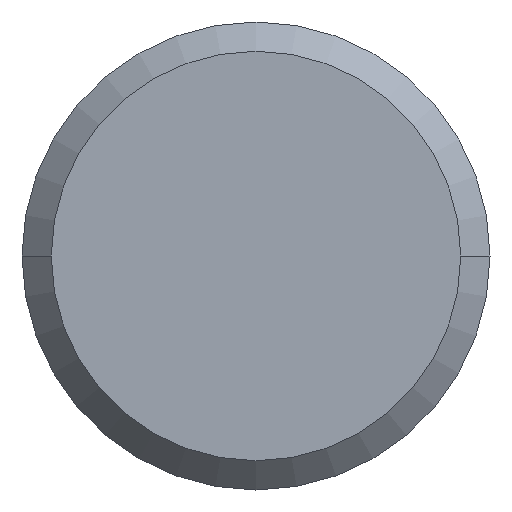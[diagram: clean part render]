
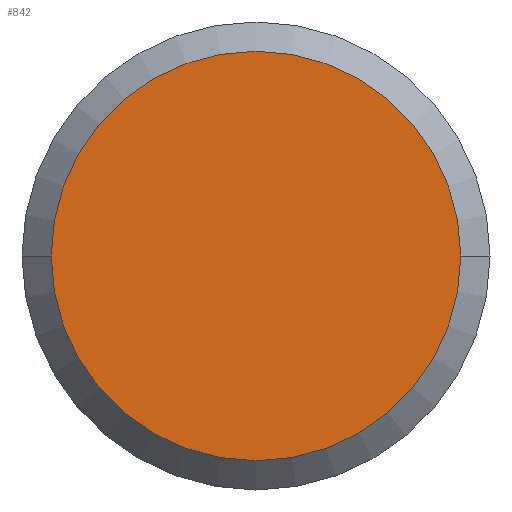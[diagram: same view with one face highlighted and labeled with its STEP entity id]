
A CAD part, front view. The second image highlights one B-rep face of the part: STEP entity #842.
In plain terms, the highlighted planar face has unit normal (0, -1, 0).
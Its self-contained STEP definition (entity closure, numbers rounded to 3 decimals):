
#6=CARTESIAN_POINT('',(0.,-60.,0.));
#7=DIRECTION('',(0.,-1.,0.));
#8=DIRECTION('',(-1.,0.,0.));
#9=AXIS2_PLACEMENT_3D('',#6,#7,#8);
#15=CARTESIAN_POINT('',(0.,-60.,0.));
#16=DIRECTION('',(0.,1.,0.));
#17=DIRECTION('',(-1.,0.,0.));
#18=AXIS2_PLACEMENT_3D('',#15,#16,#17);
#751=CARTESIAN_POINT('',(-5.25,-60.,0.));
#752=CARTESIAN_POINT('',(5.25,-60.,0.));
#753=VERTEX_POINT('',#751);
#754=VERTEX_POINT('',#752);
#831=CARTESIAN_POINT('',(0.,-60.,0.));
#832=DIRECTION('',(0.,1.,0.));
#833=DIRECTION('',(1.,0.,0.));
#834=AXIS2_PLACEMENT_3D('',#831,#832,#833);
#835=PLANE('',#834);
#837=ORIENTED_EDGE('',*,*,#836,.F.);
#839=ORIENTED_EDGE('',*,*,#838,.T.);
#840=EDGE_LOOP('',(#837,#839));
#841=FACE_OUTER_BOUND('',#840,.F.);
#842=ADVANCED_FACE('',(#841),#835,.F.);
#10=CIRCLE('',#9,5.25);
#19=CIRCLE('',#18,5.25);
#836=EDGE_CURVE('',#753,#754,#10,.T.);
#838=EDGE_CURVE('',#753,#754,#19,.T.);
